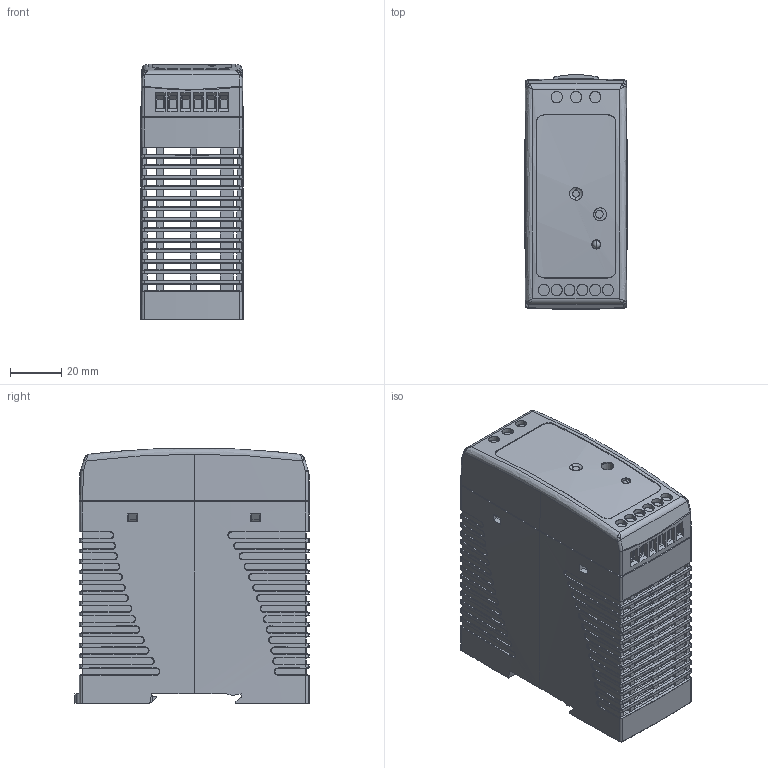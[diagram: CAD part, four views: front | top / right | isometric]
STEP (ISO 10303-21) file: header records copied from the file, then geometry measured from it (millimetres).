
FILE_DESCRIPTION(('OneSpaceDesigner STEP Export'),'2;1');
FILE_NAME('MDR-40&60.stp','2010-06-29T 9:12:43',(''),(''),'OneSpace Designer STEP processor for AP214 (Solid Model)','OneSpace Designer 13.20 11-May-2005 (C) CoCreate Software GmbH','');
FILE_SCHEMA(('AUTOMOTIVE_DESIGN { 1 0 10303 214 1 1 1 1 }'));
Length unit declared in the file: millimetre
Products named in the file (4): Skin_Group1.1; 3P-CONECT; Skin_Group1; MDR-40-60
Assembly tree (3 placements, depth 2):
  MDR-40-60
    Skin_Group1
    3P-CONECT
    Skin_Group1.1
Bounding box: 40 x 91.61 x 99.9 mm (x, y, z)
Volume: 79388.9 mm3; surface area: 92563.1 mm2
Topology: 3 solids, 4 shells, 2627 faces, 6915 edges, 4119 vertices
Faces by surface type: plane 1317, cone 412, bspline 406, cylinder 285, torus 107, revolution 67, extrusion 33
Entity records: 105116 total; most frequent: CARTESIAN_POINT 42823, ORIENTED_EDGE 13822, DIRECTION 11521, EDGE_CURVE 6911, VERTEX_POINT 4117, VECTOR 3909, LINE 3876, AXIS2_PLACEMENT_3D 3773
